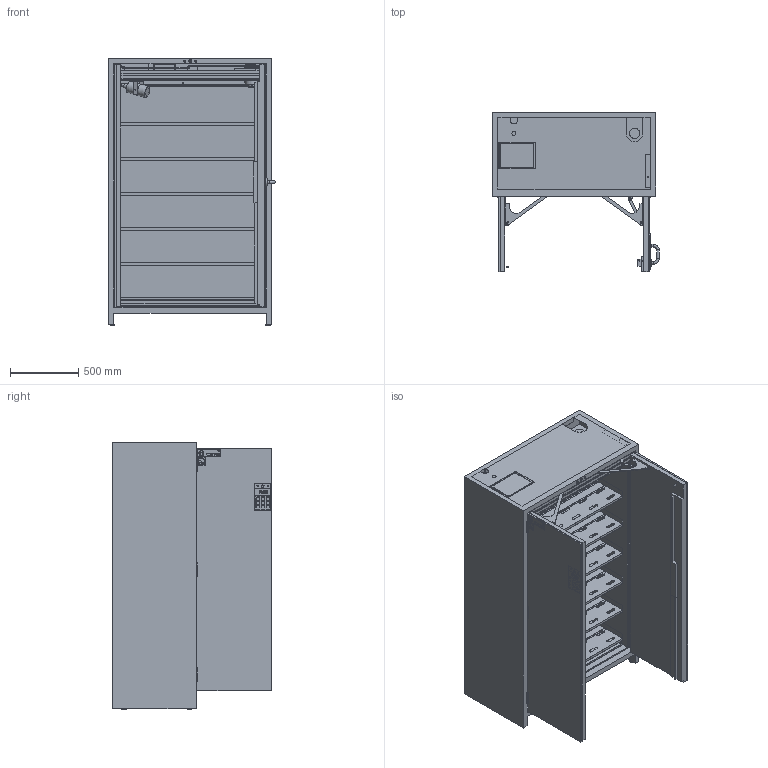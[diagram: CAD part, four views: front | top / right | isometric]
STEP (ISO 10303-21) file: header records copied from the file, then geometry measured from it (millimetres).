
FILE_DESCRIPTION(/* description */ (''),/* implementation_level */ '2;1');
FILE_NAME(/* name */ 'IO90.195.120.PS.WDC_41429-047-41389 6er_OD.stp',/* time_stamp */ '2023-10-11T16:03:34+02:00',/* author */ ('mirudolph'),/* organization */ ('asecos® GmbH'),/* preprocessor_version */ 'ST-DEVELOPER v17.2',/* originating_system */ 'Autodesk Inventor 2019',/* authorisation */ '');
FILE_SCHEMA (('AUTOMOTIVE_DESIGN { 1 0 10303 214 3 1 1 }'));
Products named in the file (1): IO90.195.120.PS.WDC_41429-047-41389 6er_OD
Bounding box: 1219.46 x 1166.58 x 1954.09 mm (x, y, z)
Volume: 424319775.5 mm3; surface area: 25469255.8 mm2
Topology: 11 solids, 12 shells, 2140 faces, 5838 edges, 3858 vertices
Faces by surface type: plane 1445, cylinder 451, bspline 226, torus 15, cone 3
Full cylindrical faces by diameter (mm): 4.134 x2, 5 x4, 5.1 x5, 6 x2, 6.742 x1, 7 x6, 8 x3, 8.1 x4, 9.5 x1, 10 x1, 13 x2, 13.656 x1, 14 x1, 15 x2, 16 x2, 20 x5, 22 x1, 24 x1, 29 x1, 30 x2, 31 x2, 31.8 x4, 33.8 x1, 35 x1, 37.8 x1, 42 x1, 52 x1, 55 x2, 75 x2, 84 x2
Entity records: 71871 total; most frequent: CARTESIAN_POINT 15092, ORIENTED_EDGE 11688, DIRECTION 10209, EDGE_CURVE 5844, LINE 4409, VECTOR 4409, VERTEX_POINT 3864, AXIS2_PLACEMENT_3D 2900
